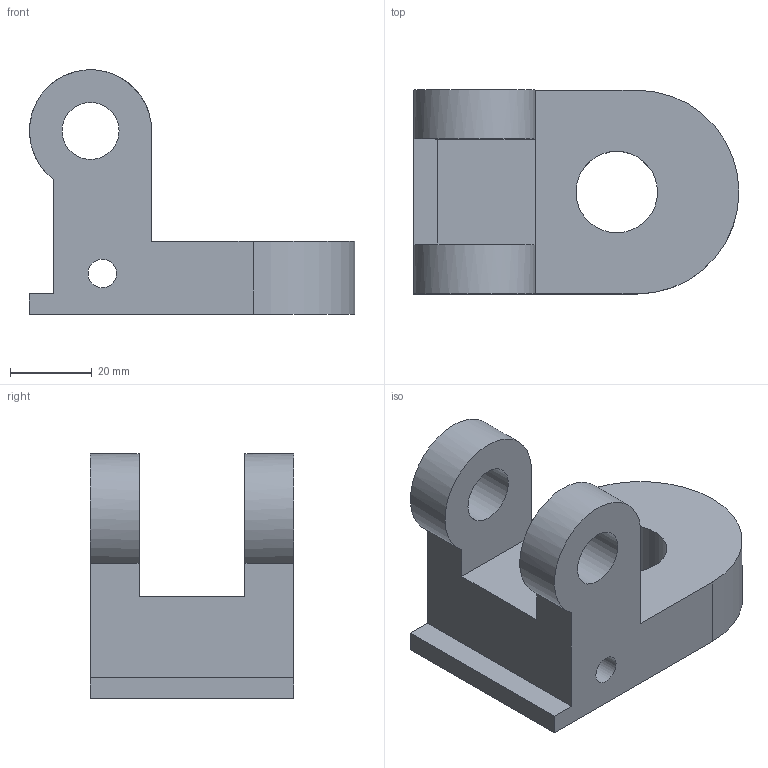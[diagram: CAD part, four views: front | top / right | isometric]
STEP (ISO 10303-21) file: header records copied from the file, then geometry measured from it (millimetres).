
FILE_DESCRIPTION(('FreeCAD Model'),'2;1');
FILE_NAME('bearing_bracket.step', '2018-04-29T14:28:00',(''),(''),'Open CASCADE STEP processor 6.8', 'FreeCAD','Unknown');
FILE_SCHEMA(('AUTOMOTIVE_DESIGN_CC2 { 1 2 10303 214 -1 1 5 4 }'));
Length unit declared in the file: millimetre
Products named in the file (1): Pocket001
Bounding box: 80 x 50 x 60 mm (x, y, z)
Volume: 81294.6 mm3; surface area: 19670.5 mm2
Topology: 1 solids, 1 shells, 19 faces, 55 edges, 37 vertices
Faces by surface type: plane 12, cylinder 7
Full cylindrical faces by diameter (mm): 7 x1, 14 x2, 20 x1
Entity records: 1426 total; most frequent: CARTESIAN_POINT 318, DIRECTION 202, LINE 123, VECTOR 123, ORIENTED_EDGE 110, PCURVE 110, DEFINITIONAL_REPRESENTATION 110, EDGE_CURVE 55
